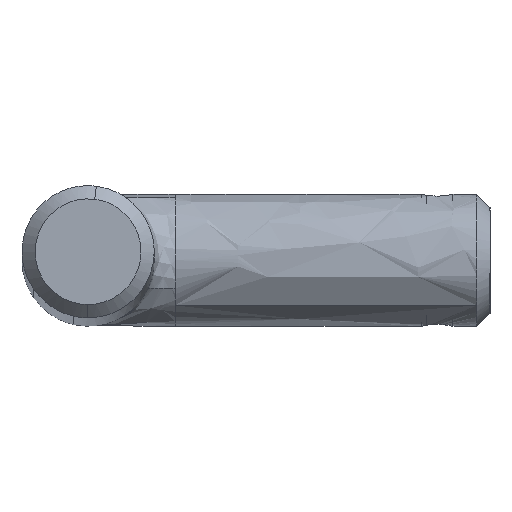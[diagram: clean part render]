
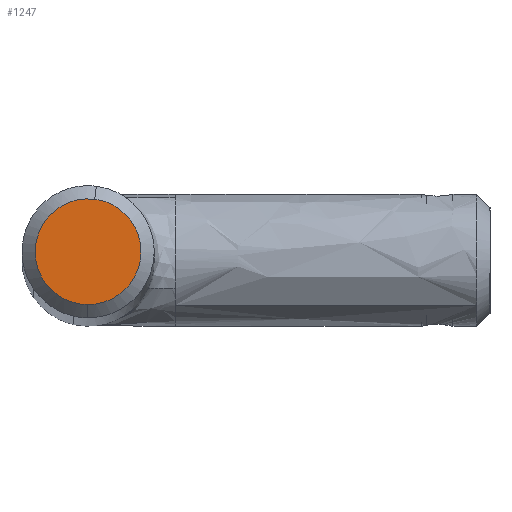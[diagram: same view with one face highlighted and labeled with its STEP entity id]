
A CAD part, top view. The second image highlights one B-rep face of the part: STEP entity #1247.
In plain terms, the highlighted free-form (B-spline) face has degree [1, 1] with [2, 2] control points.
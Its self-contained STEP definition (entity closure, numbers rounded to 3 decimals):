
#79=CARTESIAN_POINT('',(0.248,1.985,0.));
#80=VERTEX_POINT('',#79);
#86=CARTESIAN_POINT('',(2.0,0.0,0.0));
#87=VERTEX_POINT('',#86);
#88=CARTESIAN_POINT('',(2.0,0.0,0.0));
#89=CARTESIAN_POINT('',(2.,1.765,0.0));
#90=CARTESIAN_POINT('',(0.248,1.985,0.));
#98=(BOUNDED_CURVE()B_SPLINE_CURVE(2,(#88,#89,#90),.UNSPECIFIED.,.F.,.U.)B_SPLINE_CURVE_WITH_KNOTS((3,3),(0.5,0.729),.UNSPECIFIED.)CURVE()GEOMETRIC_REPRESENTATION_ITEM()RATIONAL_B_SPLINE_CURVE((1.0,0.732,0.954))REPRESENTATION_ITEM(''));
#99=EDGE_CURVE('',#87,#80,#98,.T.);
#101=CARTESIAN_POINT('',(-0.017,-2.,0.));
#102=VERTEX_POINT('',#101);
#103=CARTESIAN_POINT('',(-0.017,-2.,0.));
#104=CARTESIAN_POINT('',(-0.009,-2.,0.0));
#105=CARTESIAN_POINT('',(0.0,-2.0,0.0));
#106=CARTESIAN_POINT('',(2.,-2.,0.0));
#107=CARTESIAN_POINT('',(2.0,0.0,0.0));
#115=(BOUNDED_CURVE()B_SPLINE_CURVE(2,(#103,#104,#105,#106,#107),.UNSPECIFIED.,.F.,.U.)B_SPLINE_CURVE_WITH_KNOTS((3,2,3),(0.248,0.25,0.5),.UNSPECIFIED.)CURVE()GEOMETRIC_REPRESENTATION_ITEM()RATIONAL_B_SPLINE_CURVE((0.996,0.998,1.0,0.707,1.0))REPRESENTATION_ITEM(''));
#116=EDGE_CURVE('',#102,#87,#115,.T.);
#226=CARTESIAN_POINT('',(-2.0,0.0,0.0));
#227=VERTEX_POINT('',#226);
#228=CARTESIAN_POINT('',(-2.0,0.0,0.0));
#229=CARTESIAN_POINT('',(-2.,-1.983,0.0));
#230=CARTESIAN_POINT('',(-0.017,-2.,0.));
#238=(BOUNDED_CURVE()B_SPLINE_CURVE(2,(#228,#229,#230),.UNSPECIFIED.,.F.,.U.)B_SPLINE_CURVE_WITH_KNOTS((3,3),(0.0,0.248),.UNSPECIFIED.)CURVE()GEOMETRIC_REPRESENTATION_ITEM()RATIONAL_B_SPLINE_CURVE((1.0,0.709,0.996))REPRESENTATION_ITEM(''));
#239=EDGE_CURVE('',#227,#102,#238,.T.);
#241=CARTESIAN_POINT('',(0.248,1.985,0.));
#242=CARTESIAN_POINT('',(0.125,2.,0.0));
#243=CARTESIAN_POINT('',(0.0,2.0,0.0));
#244=CARTESIAN_POINT('',(-2.,2.,0.0));
#245=CARTESIAN_POINT('',(-2.0,0.0,0.0));
#253=(BOUNDED_CURVE()B_SPLINE_CURVE(2,(#241,#242,#243,#244,#245),.UNSPECIFIED.,.F.,.U.)B_SPLINE_CURVE_WITH_KNOTS((3,2,3),(0.729,0.75,1.0),.UNSPECIFIED.)CURVE()GEOMETRIC_REPRESENTATION_ITEM()RATIONAL_B_SPLINE_CURVE((0.954,0.975,1.0,0.707,1.0))REPRESENTATION_ITEM(''));
#254=EDGE_CURVE('',#80,#227,#253,.T.);
#1236=CARTESIAN_POINT('',(2.2,-2.2,0.0));
#1237=CARTESIAN_POINT('',(-2.2,-2.2,0.0));
#1238=CARTESIAN_POINT('',(2.2,2.2,0.0));
#1239=CARTESIAN_POINT('',(-2.2,2.2,0.0));
#1240=B_SPLINE_SURFACE_WITH_KNOTS('',1,1,((#1236,#1238),(#1237,#1239)),.UNSPECIFIED.,.F.,.F.,.U.,(2,2),(2,2),(0.0,4.4),(0.0,4.399),.UNSPECIFIED.);
#1241=ORIENTED_EDGE('',*,*,#239,.T.);
#1242=ORIENTED_EDGE('',*,*,#116,.T.);
#1243=ORIENTED_EDGE('',*,*,#99,.T.);
#1244=ORIENTED_EDGE('',*,*,#254,.T.);
#1245=EDGE_LOOP('',(#1241,#1242,#1243,#1244));
#1246=FACE_OUTER_BOUND('',#1245,.T.);
#1247=ADVANCED_FACE('',(#1246),#1240,.F.);
